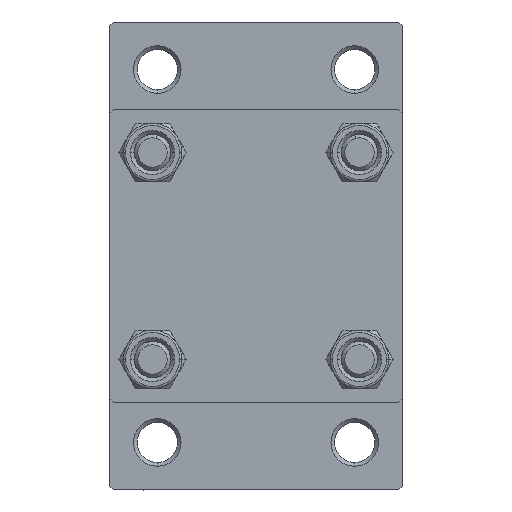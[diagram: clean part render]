
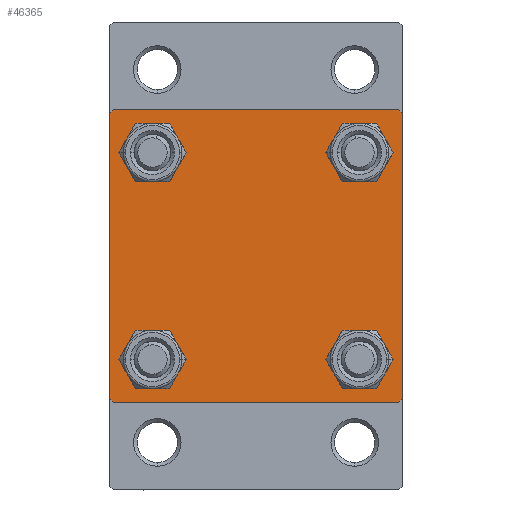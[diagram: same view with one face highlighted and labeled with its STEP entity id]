
A CAD part, left-side view. The second image highlights one B-rep face of the part: STEP entity #46365.
In plain terms, the highlighted planar face has unit normal (-1, 0, 0).
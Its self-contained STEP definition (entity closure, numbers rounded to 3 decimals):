
#23 = ORIENTED_EDGE ( 'NONE', *, *, #35724, .T. ) ;
#237 = FACE_BOUND ( 'NONE', #9170, .T. ) ;
#317 = CARTESIAN_POINT ( 'NONE',  ( 0., 14.15, 14.15 ) ) ;
#578 = EDGE_CURVE ( 'NONE', #46172, #34299, #36357, .T. ) ;
#914 = EDGE_CURVE ( 'NONE', #35659, #3369, #30821, .T. ) ;
#950 = VERTEX_POINT ( 'NONE', #3191 ) ;
#2089 = VECTOR ( 'NONE', #3007, 1000. ) ;
#2584 = DIRECTION ( 'NONE',  ( 0., 0., 1. ) ) ;
#2609 = EDGE_CURVE ( 'NONE', #18596, #31133, #42877, .T. ) ;
#3007 = DIRECTION ( 'NONE',  ( 0., -0.707, 0.707 ) ) ;
#3191 = CARTESIAN_POINT ( 'NONE',  ( 0., -14.15, 11.15 ) ) ;
#3369 = VERTEX_POINT ( 'NONE', #31641 ) ;
#3413 = CARTESIAN_POINT ( 'NONE',  ( 0., 20., 20. ) ) ;
#3523 = DIRECTION ( 'NONE',  ( 0., -1., 0. ) ) ;
#4010 = EDGE_LOOP ( 'NONE', ( #6290, #29758 ) ) ;
#5323 = DIRECTION ( 'NONE',  ( 0., 0., -1. ) ) ;
#5624 = ORIENTED_EDGE ( 'NONE', *, *, #22782, .T. ) ;
#5772 = DIRECTION ( 'NONE',  ( 0., -1., 0. ) ) ;
#6290 = ORIENTED_EDGE ( 'NONE', *, *, #19348, .T. ) ;
#6329 = DIRECTION ( 'NONE',  ( 0., -0.707, -0.707 ) ) ;
#6495 = DIRECTION ( 'NONE',  ( 0., 0., 1. ) ) ;
#6557 = LINE ( 'NONE', #46988, #2089 ) ;
#6911 = PLANE ( 'NONE',  #27424 ) ;
#7212 = EDGE_CURVE ( 'NONE', #11676, #950, #43929, .T. ) ;
#7279 = AXIS2_PLACEMENT_3D ( 'NONE', #8156, #21966, #22433 ) ;
#7864 = EDGE_CURVE ( 'NONE', #31133, #11566, #6557, .T. ) ;
#8150 = DIRECTION ( 'NONE',  ( 1., 0., 0. ) ) ;
#8156 = CARTESIAN_POINT ( 'NONE',  ( 0., -14.15, -14.15 ) ) ;
#9170 = EDGE_LOOP ( 'NONE', ( #38577, #40086 ) ) ;
#9916 = DIRECTION ( 'NONE',  ( 0., 0., 1. ) ) ;
#10537 = AXIS2_PLACEMENT_3D ( 'NONE', #46480, #8150, #45028 ) ;
#10811 = VERTEX_POINT ( 'NONE', #42530 ) ;
#11170 = DIRECTION ( 'NONE',  ( -1., 0., 0. ) ) ;
#11566 = VERTEX_POINT ( 'NONE', #30261 ) ;
#11578 = CARTESIAN_POINT ( 'NONE',  ( 0., 14.15, 14.15 ) ) ;
#11597 = CARTESIAN_POINT ( 'NONE',  ( 0., 20., 20. ) ) ;
#11676 = VERTEX_POINT ( 'NONE', #45023 ) ;
#12004 = DIRECTION ( 'NONE',  ( 0., 0., 1. ) ) ;
#12939 = DIRECTION ( 'NONE',  ( 1., 0., 0. ) ) ;
#13252 = ORIENTED_EDGE ( 'NONE', *, *, #914, .T. ) ;
#13538 = EDGE_CURVE ( 'NONE', #18199, #10811, #40222, .T. ) ;
#13556 = CIRCLE ( 'NONE', #10537, 3. ) ;
#14090 = DIRECTION ( 'NONE',  ( 1., 0., 0. ) ) ;
#14302 = EDGE_LOOP ( 'NONE', ( #45472, #23 ) ) ;
#14398 = LINE ( 'NONE', #38929, #25902 ) ;
#14579 = DIRECTION ( 'NONE',  ( 1., 0., 0. ) ) ;
#15048 = DIRECTION ( 'NONE',  ( 0., 0., 1. ) ) ;
#15196 = VERTEX_POINT ( 'NONE', #28160 ) ;
#16578 = CIRCLE ( 'NONE', #24197, 3. ) ;
#17438 = CARTESIAN_POINT ( 'NONE',  ( 0., -14.15, 14.15 ) ) ;
#17519 = DIRECTION ( 'NONE',  ( 1., 0., 0. ) ) ;
#17568 = CARTESIAN_POINT ( 'NONE',  ( 0., -19.5, -20. ) ) ;
#17803 = VECTOR ( 'NONE', #45218, 1000. ) ;
#18199 = VERTEX_POINT ( 'NONE', #31063 ) ;
#18596 = VERTEX_POINT ( 'NONE', #29771 ) ;
#18952 = VERTEX_POINT ( 'NONE', #27602 ) ;
#19070 = ORIENTED_EDGE ( 'NONE', *, *, #578, .F. ) ;
#19348 = EDGE_CURVE ( 'NONE', #10811, #18199, #42062, .T. ) ;
#20662 = EDGE_LOOP ( 'NONE', ( #5624, #27466, #28919, #21666, #37169, #42928, #19070, #23734 ) ) ;
#21420 = FACE_BOUND ( 'NONE', #4010, .T. ) ;
#21490 = DIRECTION ( 'NONE',  ( 0., 0., -1. ) ) ;
#21651 = CARTESIAN_POINT ( 'NONE',  ( 0., 0., 0. ) ) ;
#21666 = ORIENTED_EDGE ( 'NONE', *, *, #7864, .T. ) ;
#21839 = CIRCLE ( 'NONE', #37817, 3. ) ;
#21966 = DIRECTION ( 'NONE',  ( 1., 0., 0. ) ) ;
#22433 = DIRECTION ( 'NONE',  ( 0., 0., 1. ) ) ;
#22782 = EDGE_CURVE ( 'NONE', #36663, #18952, #36005, .T. ) ;
#23395 = LINE ( 'NONE', #37917, #33420 ) ;
#23606 = CARTESIAN_POINT ( 'NONE',  ( 0., -19.75, 19.75 ) ) ;
#23734 = ORIENTED_EDGE ( 'NONE', *, *, #24084, .T. ) ;
#24084 = EDGE_CURVE ( 'NONE', #46172, #36663, #38546, .T. ) ;
#24197 = AXIS2_PLACEMENT_3D ( 'NONE', #41961, #12939, #12004 ) ;
#25846 = EDGE_LOOP ( 'NONE', ( #13252, #27402 ) ) ;
#25902 = VECTOR ( 'NONE', #6329, 1000. ) ;
#27010 = EDGE_CURVE ( 'NONE', #15196, #38436, #36150, .T. ) ;
#27235 = CARTESIAN_POINT ( 'NONE',  ( 0., -20., 19.5 ) ) ;
#27402 = ORIENTED_EDGE ( 'NONE', *, *, #37353, .T. ) ;
#27424 = AXIS2_PLACEMENT_3D ( 'NONE', #21651, #11170, #35936 ) ;
#27466 = ORIENTED_EDGE ( 'NONE', *, *, #46977, .T. ) ;
#27602 = CARTESIAN_POINT ( 'NONE',  ( 0., 20., -19.5 ) ) ;
#27925 = VERTEX_POINT ( 'NONE', #27235 ) ;
#28160 = CARTESIAN_POINT ( 'NONE',  ( 0., -14.15, -11.15 ) ) ;
#28552 = FACE_BOUND ( 'NONE', #14302, .T. ) ;
#28688 = CARTESIAN_POINT ( 'NONE',  ( 0., -19.5, 20. ) ) ;
#28919 = ORIENTED_EDGE ( 'NONE', *, *, #2609, .T. ) ;
#29740 = VECTOR ( 'NONE', #42627, 1000. ) ;
#29758 = ORIENTED_EDGE ( 'NONE', *, *, #13538, .T. ) ;
#29771 = CARTESIAN_POINT ( 'NONE',  ( 0., 19.5, -20. ) ) ;
#30261 = CARTESIAN_POINT ( 'NONE',  ( 0., -20., -19.5 ) ) ;
#30471 = CARTESIAN_POINT ( 'NONE',  ( 0., 19.75, 19.75 ) ) ;
#30821 = CIRCLE ( 'NONE', #34627, 3. ) ;
#31063 = CARTESIAN_POINT ( 'NONE',  ( 0., 14.15, 11.15 ) ) ;
#31133 = VERTEX_POINT ( 'NONE', #17568 ) ;
#31641 = CARTESIAN_POINT ( 'NONE',  ( 0., 14.15, -17.15 ) ) ;
#32069 = DIRECTION ( 'NONE',  ( 1., 0., 0. ) ) ;
#32603 = CARTESIAN_POINT ( 'NONE',  ( 0., 20., 19.5 ) ) ;
#33328 = EDGE_CURVE ( 'NONE', #38436, #15196, #16578, .T. ) ;
#33420 = VECTOR ( 'NONE', #5323, 1000. ) ;
#34299 = VERTEX_POINT ( 'NONE', #28688 ) ;
#34500 = AXIS2_PLACEMENT_3D ( 'NONE', #11578, #43471, #39430 ) ;
#34627 = AXIS2_PLACEMENT_3D ( 'NONE', #40280, #14579, #15048 ) ;
#34689 = VECTOR ( 'NONE', #5772, 1000. ) ;
#34833 = AXIS2_PLACEMENT_3D ( 'NONE', #17438, #14090, #6495 ) ;
#35659 = VERTEX_POINT ( 'NONE', #46464 ) ;
#35724 = EDGE_CURVE ( 'NONE', #950, #11676, #21839, .T. ) ;
#35936 = DIRECTION ( 'NONE',  ( 0., 0., 1. ) ) ;
#36005 = LINE ( 'NONE', #3413, #40567 ) ;
#36123 = VECTOR ( 'NONE', #3523, 1000. ) ;
#36150 = CIRCLE ( 'NONE', #7279, 3. ) ;
#36357 = LINE ( 'NONE', #11597, #36123 ) ;
#36405 = FACE_BOUND ( 'NONE', #25846, .T. ) ;
#36663 = VERTEX_POINT ( 'NONE', #32603 ) ;
#37169 = ORIENTED_EDGE ( 'NONE', *, *, #42681, .F. ) ;
#37353 = EDGE_CURVE ( 'NONE', #3369, #35659, #13556, .T. ) ;
#37817 = AXIS2_PLACEMENT_3D ( 'NONE', #37867, #32069, #2584 ) ;
#37867 = CARTESIAN_POINT ( 'NONE',  ( 0., -14.15, 14.15 ) ) ;
#37917 = CARTESIAN_POINT ( 'NONE',  ( 0., -20., 20. ) ) ;
#38349 = LINE ( 'NONE', #23606, #29740 ) ;
#38366 = CARTESIAN_POINT ( 'NONE',  ( 0., 20., -20. ) ) ;
#38436 = VERTEX_POINT ( 'NONE', #41627 ) ;
#38546 = LINE ( 'NONE', #30471, #17803 ) ;
#38577 = ORIENTED_EDGE ( 'NONE', *, *, #27010, .T. ) ;
#38929 = CARTESIAN_POINT ( 'NONE',  ( 0., 19.75, -19.75 ) ) ;
#39430 = DIRECTION ( 'NONE',  ( 0., 0., 1. ) ) ;
#40086 = ORIENTED_EDGE ( 'NONE', *, *, #33328, .T. ) ;
#40204 = FACE_OUTER_BOUND ( 'NONE', #20662, .T. ) ;
#40222 = CIRCLE ( 'NONE', #44789, 3. ) ;
#40280 = CARTESIAN_POINT ( 'NONE',  ( 0., 14.15, -14.15 ) ) ;
#40567 = VECTOR ( 'NONE', #21490, 1000. ) ;
#41627 = CARTESIAN_POINT ( 'NONE',  ( 0., -14.15, -17.15 ) ) ;
#41961 = CARTESIAN_POINT ( 'NONE',  ( 0., -14.15, -14.15 ) ) ;
#42015 = EDGE_CURVE ( 'NONE', #27925, #34299, #38349, .T. ) ;
#42062 = CIRCLE ( 'NONE', #34500, 3. ) ;
#42530 = CARTESIAN_POINT ( 'NONE',  ( 0., 14.15, 17.15 ) ) ;
#42627 = DIRECTION ( 'NONE',  ( 0., 0.707, 0.707 ) ) ;
#42681 = EDGE_CURVE ( 'NONE', #27925, #11566, #23395, .T. ) ;
#42877 = LINE ( 'NONE', #38366, #34689 ) ;
#42928 = ORIENTED_EDGE ( 'NONE', *, *, #42015, .T. ) ;
#43471 = DIRECTION ( 'NONE',  ( 1., 0., 0. ) ) ;
#43929 = CIRCLE ( 'NONE', #34833, 3. ) ;
#44784 = CARTESIAN_POINT ( 'NONE',  ( 0., 19.5, 20. ) ) ;
#44789 = AXIS2_PLACEMENT_3D ( 'NONE', #317, #17519, #9916 ) ;
#45023 = CARTESIAN_POINT ( 'NONE',  ( 0., -14.15, 17.15 ) ) ;
#45028 = DIRECTION ( 'NONE',  ( 0., 0., 1. ) ) ;
#45218 = DIRECTION ( 'NONE',  ( 0., 0.707, -0.707 ) ) ;
#45472 = ORIENTED_EDGE ( 'NONE', *, *, #7212, .T. ) ;
#46172 = VERTEX_POINT ( 'NONE', #44784 ) ;
#46365 = ADVANCED_FACE ( 'NONE', ( #28552, #237, #36405, #21420, #40204 ), #6911, .T. ) ;
#46464 = CARTESIAN_POINT ( 'NONE',  ( 0., 14.15, -11.15 ) ) ;
#46480 = CARTESIAN_POINT ( 'NONE',  ( 0., 14.15, -14.15 ) ) ;
#46977 = EDGE_CURVE ( 'NONE', #18952, #18596, #14398, .T. ) ;
#46988 = CARTESIAN_POINT ( 'NONE',  ( 0., -19.75, -19.75 ) ) ;
